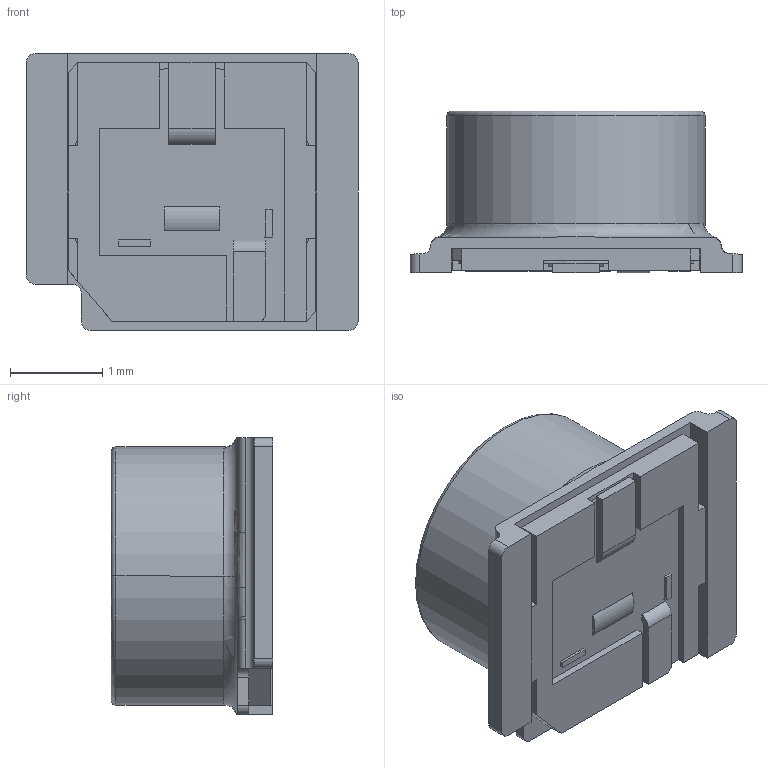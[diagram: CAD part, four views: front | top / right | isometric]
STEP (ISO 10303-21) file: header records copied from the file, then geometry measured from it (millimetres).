
FILE_DESCRIPTION(('Creo Elements/Direct Modeling STEP Export'),'2;1');
FILE_NAME('KMS-560A(800).stp','2022-04-29T 8:36:45',(''),(''),'Creo Elements/Direct Modeling STEP processor for AP214 (Solid Model)','Creo Elements/Direct Modeling 20.1D 10-Oct-2020 (C) Parametric Technology GmbH','');
FILE_SCHEMA(('AUTOMOTIVE_DESIGN { 1 0 10303 214 1 1 1 1 }'));
Length unit declared in the file: millimetre
Products named in the file (2): KMS-560A(800)
Assembly tree (1 placements, depth 2):
  KMS-560A(800)
    KMS-560A(800)
Bounding box: 3.6 x 1.75 x 3 mm (x, y, z)
Volume: 11.6 mm3; surface area: 42.3 mm2
Topology: 1 solids, 1 shells, 139 faces, 370 edges, 240 vertices
Faces by surface type: plane 83, cylinder 37, bspline 9, torus 8, cone 2
Entity records: 5949 total; most frequent: CARTESIAN_POINT 1357, ORIENTED_EDGE 740, DIRECTION 675, EDGE_CURVE 370, VECTOR 245, LINE 245, VERTEX_POINT 240, AXIS2_PLACEMENT_3D 215
